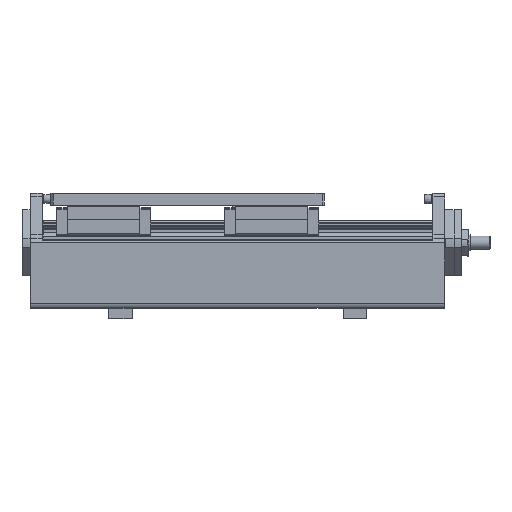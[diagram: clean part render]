
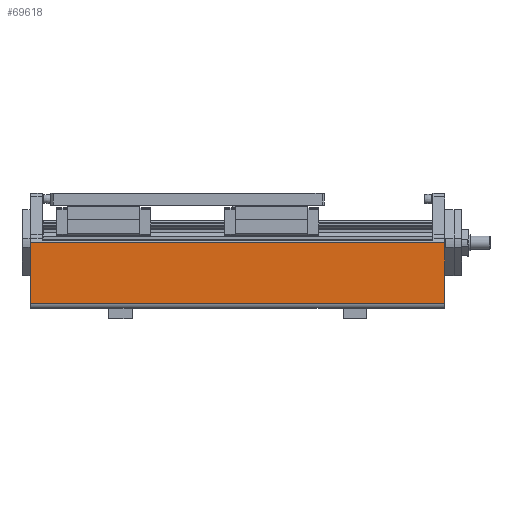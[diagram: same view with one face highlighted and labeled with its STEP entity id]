
A CAD part, left-side view. The second image highlights one B-rep face of the part: STEP entity #69618.
In plain terms, the highlighted planar face has unit normal (-1, 0, 0).
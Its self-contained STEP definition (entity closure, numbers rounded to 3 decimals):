
#57097=CARTESIAN_POINT('',(-252.5,485.,84.));
#57098=VERTEX_POINT('',#57097);
#57105=CARTESIAN_POINT('',(-252.5,485.,6.));
#57106=VERTEX_POINT('',#57105);
#57107=CARTESIAN_POINT('',(-252.5,485.,6.));
#57108=DIRECTION('',(0.0,0.0,1.0));
#57109=VECTOR('',#57108,78.0);
#57110=LINE('',#57107,#57109);
#57111=EDGE_CURVE('',#57106,#57098,#57110,.T.);
#59225=CARTESIAN_POINT('',(-252.5,1015.,84.));
#59226=VERTEX_POINT('',#59225);
#59342=CARTESIAN_POINT('',(-252.5,1015.,6.));
#59343=VERTEX_POINT('',#59342);
#59351=CARTESIAN_POINT('',(-252.5,1015.,84.));
#59352=DIRECTION('',(0.0,0.0,-1.0));
#59353=VECTOR('',#59352,78.);
#59354=LINE('',#59351,#59353);
#59355=EDGE_CURVE('',#59226,#59343,#59354,.T.);
#68482=CARTESIAN_POINT('',(-252.5,1015.,84.));
#68483=DIRECTION('',(0.0,-1.0,0.0));
#68484=VECTOR('',#68483,530.);
#68485=LINE('',#68482,#68484);
#68486=EDGE_CURVE('',#59226,#57098,#68485,.T.);
#69602=CARTESIAN_POINT('',(-252.5,1002.5,0.));
#69603=DIRECTION('',(-1.0,0.0,0.0));
#69604=DIRECTION('',(0.0,-1.0,0.0));
#69605=AXIS2_PLACEMENT_3D('',#69602,#69603,#69604);
#69606=PLANE('',#69605);
#69607=CARTESIAN_POINT('',(-252.5,485.,6.));
#69608=DIRECTION('',(0.0,1.0,0.0));
#69609=VECTOR('',#69608,530.);
#69610=LINE('',#69607,#69609);
#69611=EDGE_CURVE('',#57106,#59343,#69610,.T.);
#69612=ORIENTED_EDGE('',*,*,#69611,.F.);
#69613=ORIENTED_EDGE('',*,*,#57111,.T.);
#69614=ORIENTED_EDGE('',*,*,#68486,.F.);
#69615=ORIENTED_EDGE('',*,*,#59355,.T.);
#69616=EDGE_LOOP('',(#69612,#69613,#69614,#69615));
#69617=FACE_OUTER_BOUND('',#69616,.T.);
#69618=ADVANCED_FACE('',(#69617),#69606,.T.);
